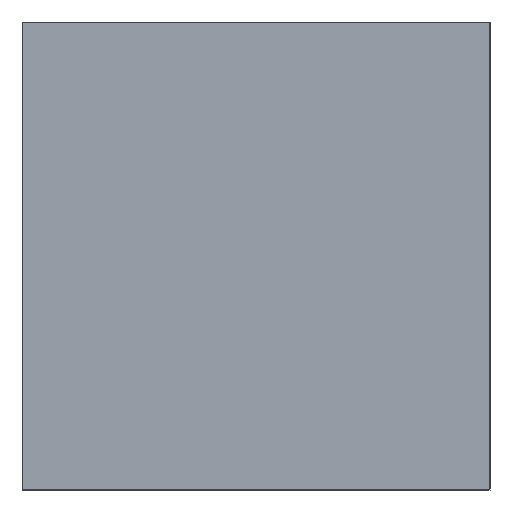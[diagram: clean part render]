
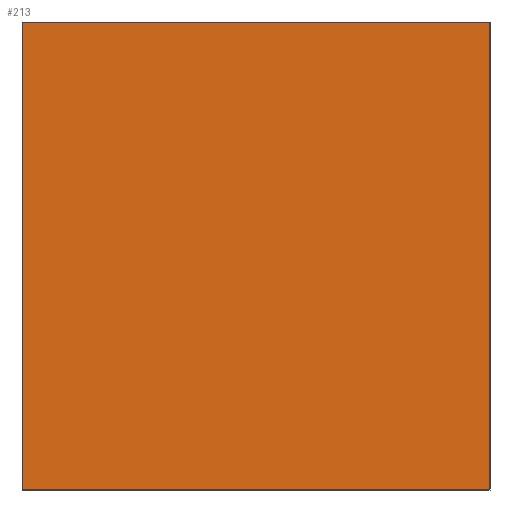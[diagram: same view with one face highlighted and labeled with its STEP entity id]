
A CAD part, left-side view. The second image highlights one B-rep face of the part: STEP entity #213.
In plain terms, the highlighted planar face has unit normal (-1, 0, 0).
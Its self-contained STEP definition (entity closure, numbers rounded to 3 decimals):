
#1 = LINE ( 'NONE', #163, #251 ) ;
#5 = DIRECTION ( 'NONE',  ( 1., 0., 0. ) ) ;
#12 = EDGE_CURVE ( 'NONE', #287, #153, #282, .T. ) ;
#17 = LINE ( 'NONE', #270, #125 ) ;
#19 = FACE_OUTER_BOUND ( 'NONE', #69, .T. ) ;
#37 = EDGE_CURVE ( 'NONE', #153, #138, #1, .T. ) ;
#59 = LINE ( 'NONE', #143, #233 ) ;
#69 = EDGE_LOOP ( 'NONE', ( #278, #114, #256, #90 ) ) ;
#82 = EDGE_CURVE ( 'NONE', #287, #272, #17, .T. ) ;
#90 = ORIENTED_EDGE ( 'NONE', *, *, #82, .T. ) ;
#91 = CARTESIAN_POINT ( 'NONE',  ( -1.6, 1.6, -0.8 ) ) ;
#99 = DIRECTION ( 'NONE',  ( 0., 0., 1. ) ) ;
#102 = CARTESIAN_POINT ( 'NONE',  ( -1.6, 1.6, -0.8 ) ) ;
#114 = ORIENTED_EDGE ( 'NONE', *, *, #37, .F. ) ;
#125 = VECTOR ( 'NONE', #242, 1000. ) ;
#137 = EDGE_CURVE ( 'NONE', #272, #138, #59, .T. ) ;
#138 = VERTEX_POINT ( 'NONE', #170 ) ;
#143 = CARTESIAN_POINT ( 'NONE',  ( -1.6, 0., -0.8 ) ) ;
#153 = VERTEX_POINT ( 'NONE', #312 ) ;
#163 = CARTESIAN_POINT ( 'NONE',  ( -1.6, 1.6, 0.8 ) ) ;
#170 = CARTESIAN_POINT ( 'NONE',  ( -1.6, 0., 0.8 ) ) ;
#176 = AXIS2_PLACEMENT_3D ( 'NONE', #102, #5, #197 ) ;
#185 = VECTOR ( 'NONE', #186, 1000. ) ;
#186 = DIRECTION ( 'NONE',  ( 0., 0., 1. ) ) ;
#196 = CARTESIAN_POINT ( 'NONE',  ( -1.6, 0., -0.8 ) ) ;
#197 = DIRECTION ( 'NONE',  ( 0., 0., -1. ) ) ;
#213 = ADVANCED_FACE ( 'NONE', ( #19 ), #227, .F. ) ;
#227 = PLANE ( 'NONE',  #176 ) ;
#233 = VECTOR ( 'NONE', #99, 1000. ) ;
#242 = DIRECTION ( 'NONE',  ( 0., -1., 0. ) ) ;
#251 = VECTOR ( 'NONE', #267, 1000. ) ;
#256 = ORIENTED_EDGE ( 'NONE', *, *, #12, .F. ) ;
#267 = DIRECTION ( 'NONE',  ( 0., -1., 0. ) ) ;
#270 = CARTESIAN_POINT ( 'NONE',  ( -1.6, 1.6, -0.8 ) ) ;
#272 = VERTEX_POINT ( 'NONE', #196 ) ;
#273 = CARTESIAN_POINT ( 'NONE',  ( -1.6, 1.6, -0.8 ) ) ;
#278 = ORIENTED_EDGE ( 'NONE', *, *, #137, .T. ) ;
#282 = LINE ( 'NONE', #91, #185 ) ;
#287 = VERTEX_POINT ( 'NONE', #273 ) ;
#312 = CARTESIAN_POINT ( 'NONE',  ( -1.6, 1.6, 0.8 ) ) ;
